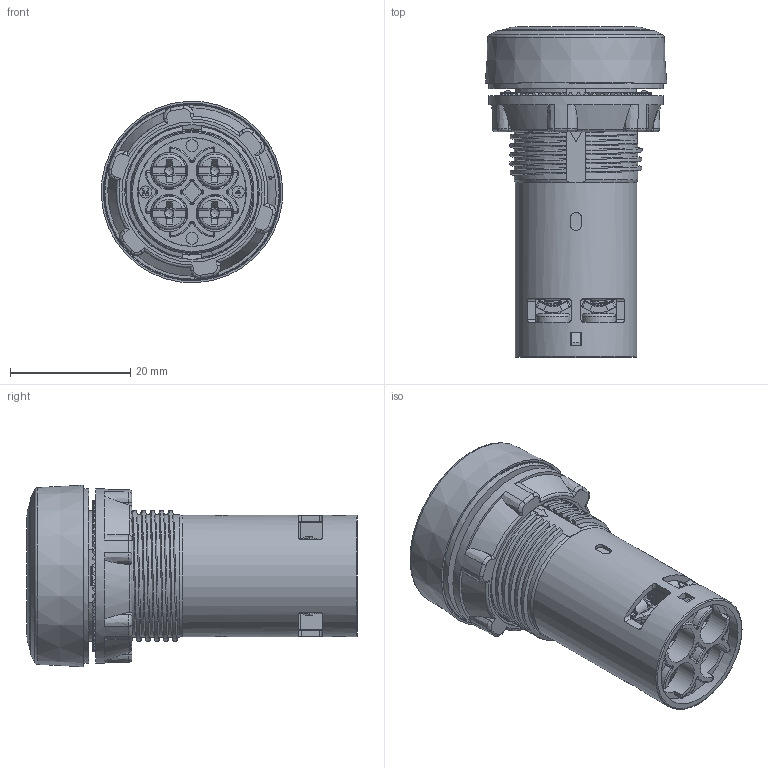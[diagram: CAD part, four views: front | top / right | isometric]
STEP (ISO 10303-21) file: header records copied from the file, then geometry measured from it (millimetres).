
FILE_DESCRIPTION(('STEP AP203'), '1');
FILE_NAME('MTB8-EA35', '2025-01-30T13:14:42', (''), (''), 'C3D Converter', 'C3D Toolkit', '');
FILE_SCHEMA(('CONFIG_CONTROL_DESIGN'));
Length unit declared in the file: millimetre
Bounding box: 30.16 x 55 x 30.16 mm (x, y, z)
Volume: 21279.2 mm3; surface area: 10851.6 mm2
Topology: 17 solids, 17 shells, 2373 faces, 6381 edges, 4044 vertices
Faces by surface type: plane 885, cylinder 721, bspline 470, torus 146, cone 86, sphere 65
Full cylindrical faces by diameter (mm): 2 x4, 2.4 x8, 3 x4, 3.9 x4, 5.6 x4, 6.2 x4, 18.1 x1, 20.2 x1, 22.4 x2, 23.3 x1, 24.8 x1, 25.1 x1, 29 x1
Entity records: 141610 total; most frequent: CARTESIAN_POINT 67717, ORIENTED_EDGE 12568, DIRECTION 9792, EDGE_CURVE 6284, VERTEX_POINT 4034, AXIS2_PLACEMENT_3D 3584, LINE 2624, VECTOR 2624
